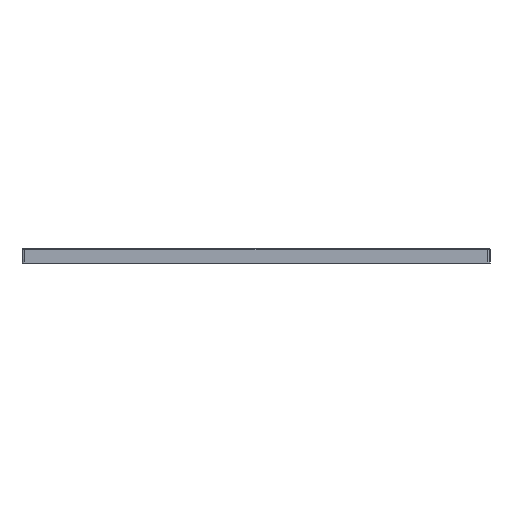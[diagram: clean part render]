
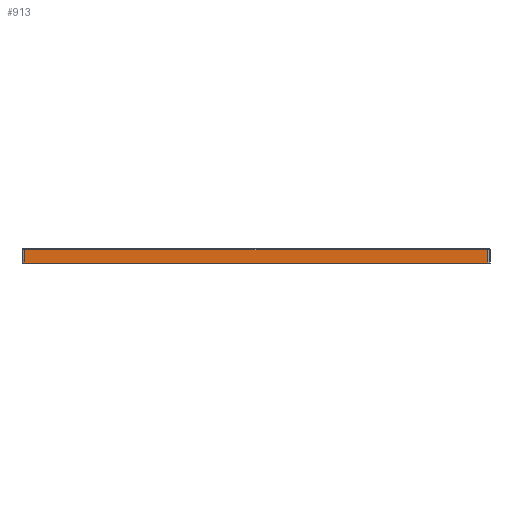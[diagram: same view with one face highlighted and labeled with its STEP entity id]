
A CAD part, left-side view. The second image highlights one B-rep face of the part: STEP entity #913.
In plain terms, the highlighted planar face has unit normal (-1, 0, 0).
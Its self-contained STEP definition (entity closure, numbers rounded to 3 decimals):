
#913=ADVANCED_FACE('',(#1507),#1356,.T.);
#1356=PLANE('',#8176);
#1507=FACE_OUTER_BOUND('',#1968,.T.);
#1968=EDGE_LOOP('',(#3190,#3191,#3192,#3193,#3194));
#2608=B_SPLINE_CURVE_WITH_KNOTS('',3,(#20290,#20291,#20292,#20293,#20294,
#20295,#20296,#20297,#20298,#20299),.UNSPECIFIED.,.F.,.F.,(4,3,3,4),(0.,
0.083,0.382,1.),.UNSPECIFIED.);
#2609=B_SPLINE_CURVE_WITH_KNOTS('',3,(#20301,#20302,#20303,#20304,#20305,
#20306,#20307,#20308,#20309,#20310,#20311,#20312),.UNSPECIFIED.,.F.,.F.,
(4,2,2,2,2,4),(0.,0.5,0.75,0.875,0.938,1.),.UNSPECIFIED.);
#3190=ORIENTED_EDGE('',*,*,#6336,.T.);
#3191=ORIENTED_EDGE('',*,*,#6337,.T.);
#3192=ORIENTED_EDGE('',*,*,#6338,.T.);
#3193=ORIENTED_EDGE('',*,*,#6339,.T.);
#3194=ORIENTED_EDGE('',*,*,#6340,.F.);
#5538=VERTEX_POINT('',#20288);
#5539=VERTEX_POINT('',#20289);
#5540=VERTEX_POINT('',#20300);
#5541=VERTEX_POINT('',#20313);
#5542=VERTEX_POINT('',#20315);
#6336=EDGE_CURVE('',#5538,#5539,#7353,.T.);
#6337=EDGE_CURVE('',#5539,#5540,#2608,.T.);
#6338=EDGE_CURVE('',#5540,#5541,#2609,.T.);
#6339=EDGE_CURVE('',#5541,#5542,#7354,.T.);
#6340=EDGE_CURVE('',#5538,#5542,#7355,.T.);
#7353=LINE('',#20287,#7765);
#7354=LINE('',#20314,#7766);
#7355=LINE('',#20316,#7767);
#7765=VECTOR('',#8872,1.);
#7766=VECTOR('',#8873,1.);
#7767=VECTOR('',#8874,1.);
#8176=AXIS2_PLACEMENT_3D('',#20317,#8875,#8876);
#8872=DIRECTION('',(0.,0.,1.));
#8873=DIRECTION('',(0.,0.,-1.));
#8874=DIRECTION('',(0.,1.,0.));
#8875=DIRECTION('',(-1.,0.,0.));
#8876=DIRECTION('',(0.,0.,1.));
#20287=CARTESIAN_POINT('',(-200.,-495.,29.));
#20288=CARTESIAN_POINT('',(-200.,-495.,0.));
#20289=CARTESIAN_POINT('',(-200.,-495.,28.475));
#20290=CARTESIAN_POINT('',(-200.,-495.,28.475));
#20291=CARTESIAN_POINT('',(-200.,-481.265,28.415));
#20292=CARTESIAN_POINT('',(-200.,-467.53,28.47));
#20293=CARTESIAN_POINT('',(-200.,-453.795,28.47));
#20294=CARTESIAN_POINT('',(-200.,-404.427,28.47));
#20295=CARTESIAN_POINT('',(-200.,-355.058,28.471));
#20296=CARTESIAN_POINT('',(-200.,-305.69,28.471));
#20297=CARTESIAN_POINT('',(-200.,-203.793,28.471));
#20298=CARTESIAN_POINT('',(-200.,-101.897,28.47));
#20299=CARTESIAN_POINT('',(-200.,0.,28.47));
#20300=CARTESIAN_POINT('',(-200.,0.,28.47));
#20301=CARTESIAN_POINT('',(-200.,0.,28.47));
#20302=CARTESIAN_POINT('',(-200.,82.5,28.47));
#20303=CARTESIAN_POINT('',(-200.,165.,28.471));
#20304=CARTESIAN_POINT('',(-200.,288.75,28.471));
#20305=CARTESIAN_POINT('',(-200.,330.,28.471));
#20306=CARTESIAN_POINT('',(-200.,391.875,28.47));
#20307=CARTESIAN_POINT('',(-200.,412.5,28.47));
#20308=CARTESIAN_POINT('',(-200.,443.437,28.47));
#20309=CARTESIAN_POINT('',(-200.,453.75,28.47));
#20310=CARTESIAN_POINT('',(-200.,474.375,28.47));
#20311=CARTESIAN_POINT('',(-200.,484.688,28.43));
#20312=CARTESIAN_POINT('',(-200.,495.,28.475));
#20313=CARTESIAN_POINT('',(-200.,495.,28.475));
#20314=CARTESIAN_POINT('',(-200.,495.,29.));
#20315=CARTESIAN_POINT('',(-200.,495.,0.));
#20316=CARTESIAN_POINT('',(-200.,-500.,0.));
#20317=CARTESIAN_POINT('',(-200.,-500.,29.));
